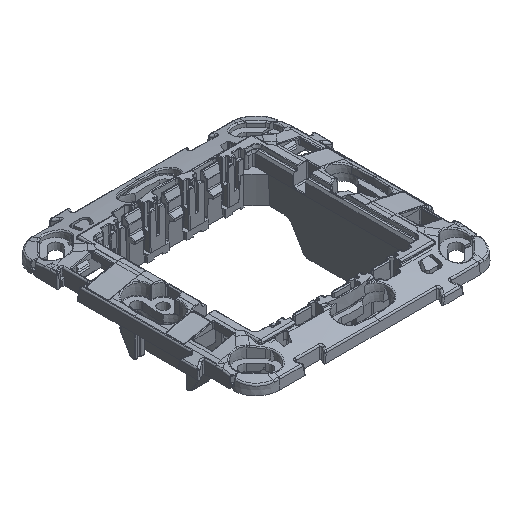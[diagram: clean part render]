
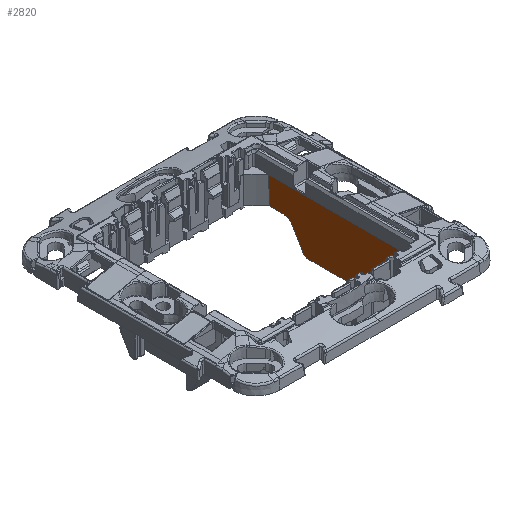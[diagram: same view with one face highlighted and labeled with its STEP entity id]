
A CAD part, isometric view. The second image highlights one B-rep face of the part: STEP entity #2820.
In plain terms, the highlighted planar face has unit normal (-1, 0, -0.009).
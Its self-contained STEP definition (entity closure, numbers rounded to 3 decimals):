
#2706=AXIS2_PLACEMENT_3D('Plane Axis2P3D',#2703,#2704,#2705) ;
#2088=CARTESIAN_POINT('Vertex',(33.392,2.499,1.4)) ;
#2091=CARTESIAN_POINT('Line Origine',(33.392,4.44,1.4)) ;
#2095=CARTESIAN_POINT('Vertex',(33.392,6.38,1.4)) ;
#2211=CARTESIAN_POINT('Vertex',(33.325,2.419,9.1)) ;
#2673=CARTESIAN_POINT('Control Point',(33.405,8.978,-0.1)) ;
#2674=CARTESIAN_POINT('Control Point',(33.399,8.585,0.58)) ;
#2675=CARTESIAN_POINT('Control Point',(33.395,7.953,1.125)) ;
#2676=CARTESIAN_POINT('Control Point',(33.392,7.165,1.4)) ;
#2677=CARTESIAN_POINT('Control Point',(33.392,6.38,1.4)) ;
#2678=CARTESIAN_POINT('Vertex',(33.405,8.978,-0.1)) ;
#2703=CARTESIAN_POINT('Axis2P3D Location',(33.325,21.,9.1)) ;
#2709=CARTESIAN_POINT('Control Point',(33.392,39.501,1.4)) ;
#2710=CARTESIAN_POINT('Control Point',(33.379,39.517,2.94)) ;
#2711=CARTESIAN_POINT('Control Point',(33.365,39.533,4.48)) ;
#2712=CARTESIAN_POINT('Control Point',(33.352,39.549,6.02)) ;
#2713=CARTESIAN_POINT('Control Point',(33.338,39.565,7.56)) ;
#2714=CARTESIAN_POINT('Control Point',(33.325,39.581,9.1)) ;
#2715=CARTESIAN_POINT('Vertex',(33.392,39.501,1.4)) ;
#2717=CARTESIAN_POINT('Vertex',(33.325,39.581,9.1)) ;
#2720=CARTESIAN_POINT('Line Origine',(33.392,37.56,1.4)) ;
#2724=CARTESIAN_POINT('Vertex',(33.392,35.62,1.4)) ;
#2728=CARTESIAN_POINT('Control Point',(33.392,35.62,1.4)) ;
#2729=CARTESIAN_POINT('Control Point',(33.392,35.281,1.4)) ;
#2730=CARTESIAN_POINT('Control Point',(33.393,34.941,1.352)) ;
#2731=CARTESIAN_POINT('Control Point',(33.393,34.611,1.256)) ;
#2732=CARTESIAN_POINT('Control Point',(33.396,34.033,0.994)) ;
#2733=CARTESIAN_POINT('Control Point',(33.399,33.543,0.594)) ;
#2734=CARTESIAN_POINT('Control Point',(33.401,33.341,0.383)) ;
#2735=CARTESIAN_POINT('Control Point',(33.403,33.166,0.15)) ;
#2736=CARTESIAN_POINT('Control Point',(33.405,33.022,-0.1)) ;
#2737=CARTESIAN_POINT('Vertex',(33.405,33.022,-0.1)) ;
#2740=CARTESIAN_POINT('Line Origine',(33.429,31.477,-2.775)) ;
#2744=CARTESIAN_POINT('Vertex',(33.452,29.933,-5.45)) ;
#2748=CARTESIAN_POINT('Control Point',(33.452,29.933,-5.45)) ;
#2749=CARTESIAN_POINT('Control Point',(33.453,29.843,-5.606)) ;
#2750=CARTESIAN_POINT('Control Point',(33.455,29.73,-5.748)) ;
#2751=CARTESIAN_POINT('Control Point',(33.456,29.596,-5.872)) ;
#2752=CARTESIAN_POINT('Control Point',(33.457,29.333,-6.051)) ;
#2753=CARTESIAN_POINT('Control Point',(33.458,29.035,-6.155)) ;
#2754=CARTESIAN_POINT('Control Point',(33.458,28.903,-6.185)) ;
#2755=CARTESIAN_POINT('Control Point',(33.459,28.768,-6.2)) ;
#2756=CARTESIAN_POINT('Control Point',(33.459,28.634,-6.2)) ;
#2757=CARTESIAN_POINT('Vertex',(33.459,28.634,-6.2)) ;
#2760=CARTESIAN_POINT('Line Origine',(33.459,24.817,-6.2)) ;
#2764=CARTESIAN_POINT('Vertex',(33.459,21.,-6.2)) ;
#2767=CARTESIAN_POINT('Line Origine',(33.459,17.183,-6.2)) ;
#2771=CARTESIAN_POINT('Vertex',(33.459,13.366,-6.2)) ;
#2775=CARTESIAN_POINT('Control Point',(33.459,13.366,-6.2)) ;
#2776=CARTESIAN_POINT('Control Point',(33.459,13.186,-6.2)) ;
#2777=CARTESIAN_POINT('Control Point',(33.458,13.006,-6.173)) ;
#2778=CARTESIAN_POINT('Control Point',(33.458,12.832,-6.119)) ;
#2779=CARTESIAN_POINT('Control Point',(33.457,12.546,-5.981)) ;
#2780=CARTESIAN_POINT('Control Point',(33.455,12.306,-5.774)) ;
#2781=CARTESIAN_POINT('Control Point',(33.454,12.214,-5.675)) ;
#2782=CARTESIAN_POINT('Control Point',(33.453,12.134,-5.566)) ;
#2783=CARTESIAN_POINT('Control Point',(33.452,12.067,-5.45)) ;
#2784=CARTESIAN_POINT('Vertex',(33.452,12.067,-5.45)) ;
#2787=CARTESIAN_POINT('Line Origine',(33.429,10.523,-2.775)) ;
#2793=CARTESIAN_POINT('Control Point',(33.325,2.419,9.1)) ;
#2794=CARTESIAN_POINT('Control Point',(33.338,2.435,7.56)) ;
#2795=CARTESIAN_POINT('Control Point',(33.352,2.451,6.02)) ;
#2796=CARTESIAN_POINT('Control Point',(33.365,2.467,4.48)) ;
#2797=CARTESIAN_POINT('Control Point',(33.379,2.483,2.94)) ;
#2798=CARTESIAN_POINT('Control Point',(33.392,2.499,1.4)) ;
#2800=CARTESIAN_POINT('Line Origine',(33.325,21.,9.1)) ;
#2092=DIRECTION('Vector Direction',(0.,-1.,0.)) ;
#2704=DIRECTION('Axis2P3D Direction',(-1.,0.,-0.009)) ;
#2705=DIRECTION('Axis2P3D XDirection',(0.,-1.,0.)) ;
#2721=DIRECTION('Vector Direction',(0.,-1.,0.)) ;
#2741=DIRECTION('Vector Direction',(0.008,-0.5,-0.866)) ;
#2761=DIRECTION('Vector Direction',(0.,1.,0.)) ;
#2768=DIRECTION('Vector Direction',(0.,1.,0.)) ;
#2788=DIRECTION('Vector Direction',(0.008,0.5,-0.866)) ;
#2801=DIRECTION('Vector Direction',(0.,-1.,0.)) ;
#2093=VECTOR('Line Direction',#2092,1.) ;
#2722=VECTOR('Line Direction',#2721,1.) ;
#2742=VECTOR('Line Direction',#2741,1.) ;
#2762=VECTOR('Line Direction',#2761,1.) ;
#2769=VECTOR('Line Direction',#2768,1.) ;
#2789=VECTOR('Line Direction',#2788,1.) ;
#2802=VECTOR('Line Direction',#2801,1.) ;
#2806=ORIENTED_EDGE('',*,*,#2719,.F.) ;
#2807=ORIENTED_EDGE('',*,*,#2726,.T.) ;
#2808=ORIENTED_EDGE('',*,*,#2739,.F.) ;
#2809=ORIENTED_EDGE('',*,*,#2746,.F.) ;
#2810=ORIENTED_EDGE('',*,*,#2759,.F.) ;
#2811=ORIENTED_EDGE('',*,*,#2766,.F.) ;
#2812=ORIENTED_EDGE('',*,*,#2773,.F.) ;
#2813=ORIENTED_EDGE('',*,*,#2786,.F.) ;
#2814=ORIENTED_EDGE('',*,*,#2791,.F.) ;
#2815=ORIENTED_EDGE('',*,*,#2680,.F.) ;
#2816=ORIENTED_EDGE('',*,*,#2097,.T.) ;
#2817=ORIENTED_EDGE('',*,*,#2799,.F.) ;
#2818=ORIENTED_EDGE('',*,*,#2804,.T.) ;
#2820=ADVANCED_FACE('PartBody',(#2819),#2707,.T.) ;
#2672=B_SPLINE_CURVE_WITH_KNOTS('',4,(#2673,#2674,#2675,#2676,#2677),.UNSPECIFIED.,.F.,.U.,(5,5),(0.,4.513),.UNSPECIFIED.) ;
#2708=B_SPLINE_CURVE_WITH_KNOTS('',5,(#2709,#2710,#2711,#2712,#2713,#2714),.UNSPECIFIED.,.F.,.U.,(6,6),(0.,10.89),.UNSPECIFIED.) ;
#2727=B_SPLINE_CURVE_WITH_KNOTS('',5,(#2728,#2729,#2730,#2731,#2732,#2733,#2734,#2735,#2736),.UNSPECIFIED.,.F.,.U.,(6,3,6),(0.,2.437,4.513),.UNSPECIFIED.) ;
#2747=B_SPLINE_CURVE_WITH_KNOTS('',5,(#2748,#2749,#2750,#2751,#2752,#2753,#2754,#2755,#2756),.UNSPECIFIED.,.F.,.U.,(6,3,6),(0.,1.292,2.256),.UNSPECIFIED.) ;
#2774=B_SPLINE_CURVE_WITH_KNOTS('',5,(#2775,#2776,#2777,#2778,#2779,#2780,#2781,#2782,#2783),.UNSPECIFIED.,.F.,.U.,(6,3,6),(0.,1.292,2.256),.UNSPECIFIED.) ;
#2792=B_SPLINE_CURVE_WITH_KNOTS('',5,(#2793,#2794,#2795,#2796,#2797,#2798),.UNSPECIFIED.,.F.,.U.,(6,6),(0.,10.89),.UNSPECIFIED.) ;
#2097=EDGE_CURVE('',#2096,#2089,#2094,.T.) ;
#2680=EDGE_CURVE('',#2096,#2679,#2672,.F.) ;
#2719=EDGE_CURVE('',#2716,#2718,#2708,.T.) ;
#2726=EDGE_CURVE('',#2716,#2725,#2723,.T.) ;
#2739=EDGE_CURVE('',#2738,#2725,#2727,.F.) ;
#2746=EDGE_CURVE('',#2745,#2738,#2743,.F.) ;
#2759=EDGE_CURVE('',#2758,#2745,#2747,.F.) ;
#2766=EDGE_CURVE('',#2765,#2758,#2763,.T.) ;
#2773=EDGE_CURVE('',#2772,#2765,#2770,.T.) ;
#2786=EDGE_CURVE('',#2785,#2772,#2774,.F.) ;
#2791=EDGE_CURVE('',#2679,#2785,#2790,.T.) ;
#2799=EDGE_CURVE('',#2212,#2089,#2792,.T.) ;
#2804=EDGE_CURVE('',#2212,#2718,#2803,.F.) ;
#2805=EDGE_LOOP('',(#2806,#2807,#2808,#2809,#2810,#2811,#2812,#2813,#2814,#2815,#2816,#2817,#2818)) ;
#2819=FACE_OUTER_BOUND('',#2805,.T.) ;
#2094=LINE('Line',#2091,#2093) ;
#2723=LINE('Line',#2720,#2722) ;
#2743=LINE('Line',#2740,#2742) ;
#2763=LINE('Line',#2760,#2762) ;
#2770=LINE('Line',#2767,#2769) ;
#2790=LINE('Line',#2787,#2789) ;
#2803=LINE('Line',#2800,#2802) ;
#2707=PLANE('',#2706) ;
#2089=VERTEX_POINT('',#2088) ;
#2096=VERTEX_POINT('',#2095) ;
#2212=VERTEX_POINT('',#2211) ;
#2679=VERTEX_POINT('',#2678) ;
#2716=VERTEX_POINT('',#2715) ;
#2718=VERTEX_POINT('',#2717) ;
#2725=VERTEX_POINT('',#2724) ;
#2738=VERTEX_POINT('',#2737) ;
#2745=VERTEX_POINT('',#2744) ;
#2758=VERTEX_POINT('',#2757) ;
#2765=VERTEX_POINT('',#2764) ;
#2772=VERTEX_POINT('',#2771) ;
#2785=VERTEX_POINT('',#2784) ;
